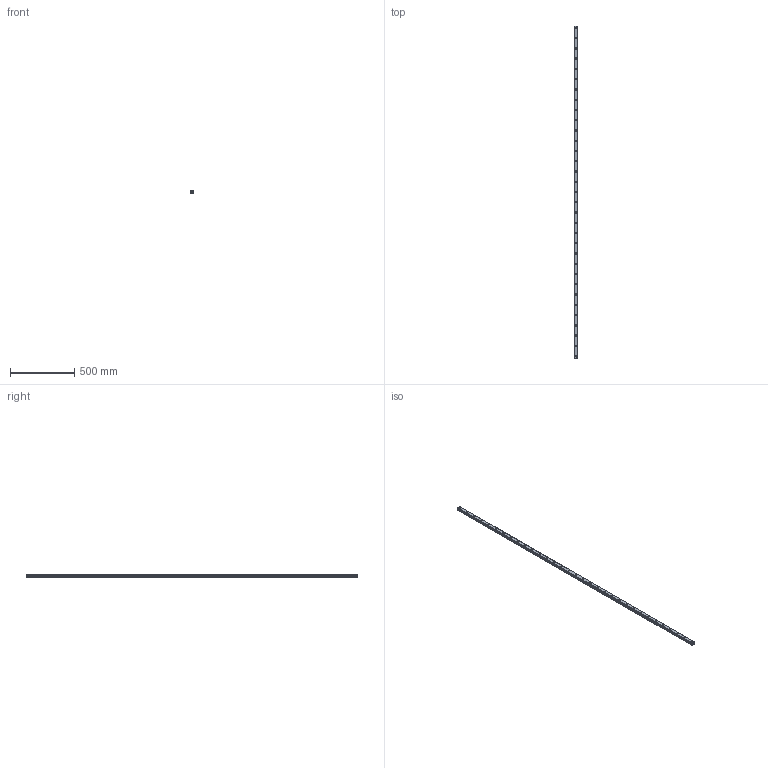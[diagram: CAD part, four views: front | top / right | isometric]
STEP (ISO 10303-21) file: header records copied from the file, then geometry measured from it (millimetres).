
FILE_DESCRIPTION(('STEP AP214'),'1');
FILE_NAME('cctmp_B5C92A86-45CA-4D04-A0D4-8434640D25F6_2021_02_10_11_40_20_0968..stp','2021-02-10T10:40:21',('HIWIN GmbH'),('CADClick - www.CADClick.com'),'Spatial InterOp 3D',' ','unknown authorization');
FILE_SCHEMA(('AUTOMOTIVE_DESIGN'));
Length unit declared in the file: millimetre
Products named in the file (1): EGR30R2590C_FILE
Bounding box: 28 x 2590 x 23 mm (x, y, z)
Volume: 1447195.9 mm3; surface area: 291365.6 mm2
Topology: 1 solids, 1 shells, 400 faces, 885 edges, 590 vertices
Faces by surface type: cylinder 216, plane 184
Entity records: 14445 total; most frequent: DIRECTION 2119, CARTESIAN_POINT 1876, ORIENTED_EDGE 1770, EDGE_CURVE 885, AXIS2_PLACEMENT_3D 833, VERTEX_POINT 590, EDGE_LOOP 503, LINE 453
